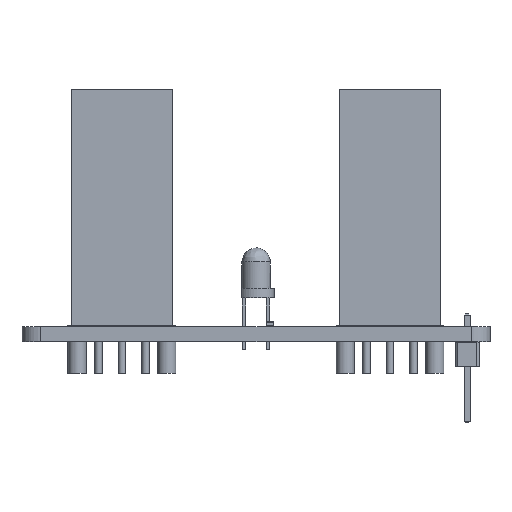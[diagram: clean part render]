
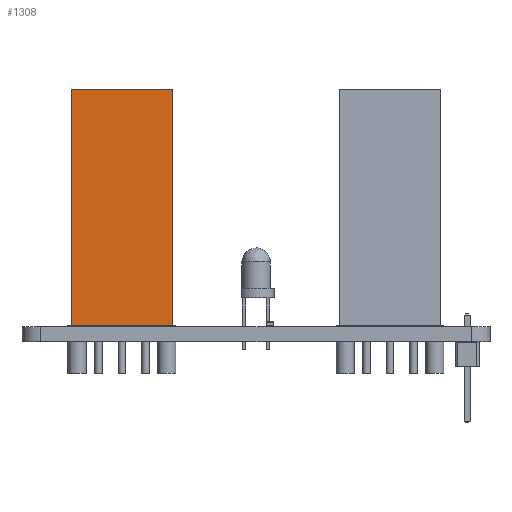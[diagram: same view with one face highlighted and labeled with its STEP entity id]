
A CAD part, front view. The second image highlights one B-rep face of the part: STEP entity #1308.
In plain terms, the highlighted free-form (B-spline) face has degree [1, 1] with [2, 2] control points.
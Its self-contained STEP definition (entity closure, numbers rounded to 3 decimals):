
#1158 = B_SPLINE_SURFACE_WITH_KNOTS('',1,1,(
    (#1159,#1160)
    ,(#1161,#1162
    )),.UNSPECIFIED.,.F.,.F.,.F.,(2,2),(2,2),(0.,11.35),(-25.,0.),
  .PIECEWISE_BEZIER_KNOTS.);
#1159 = CARTESIAN_POINT('',(-5.35,-4.525,25.1));
#1160 = CARTESIAN_POINT('',(-5.35,-4.525,0.1));
#1161 = CARTESIAN_POINT('',(-5.35,6.825,25.1));
#1162 = CARTESIAN_POINT('',(-5.35,6.825,0.1));
#1183 = B_SPLINE_SURFACE_WITH_KNOTS('',1,1,(
    (#1184,#1185)
    ,(#1186,#1187
  )),.UNSPECIFIED.,.F.,.F.,.F.,(2,2),(2,2),(-5.675,5.675),(-5.35,5.35),
  .PIECEWISE_BEZIER_KNOTS.);
#1184 = CARTESIAN_POINT('',(5.35,6.825,25.1));
#1185 = CARTESIAN_POINT('',(-5.35,6.825,25.1));
#1186 = CARTESIAN_POINT('',(5.35,-4.525,25.1));
#1187 = CARTESIAN_POINT('',(-5.35,-4.525,25.1));
#1208 = B_SPLINE_SURFACE_WITH_KNOTS('',1,1,(
    (#1209,#1210)
    ,(#1211,#1212
    )),.UNSPECIFIED.,.F.,.F.,.F.,(2,2),(2,2),(0.,11.35),(-25.,0.),
  .PIECEWISE_BEZIER_KNOTS.);
#1209 = CARTESIAN_POINT('',(5.35,6.825,25.1));
#1210 = CARTESIAN_POINT('',(5.35,6.825,0.1));
#1211 = CARTESIAN_POINT('',(5.35,-4.525,25.1));
#1212 = CARTESIAN_POINT('',(5.35,-4.525,0.1));
#1231 = B_SPLINE_SURFACE_WITH_KNOTS('',1,1,(
    (#1232,#1233)
    ,(#1234,#1235
  )),.UNSPECIFIED.,.F.,.F.,.F.,(2,2),(2,2),(-5.675,5.675),(-5.35,5.35),
  .PIECEWISE_BEZIER_KNOTS.);
#1232 = CARTESIAN_POINT('',(5.35,6.825,0.1));
#1233 = CARTESIAN_POINT('',(-5.35,6.825,0.1));
#1234 = CARTESIAN_POINT('',(5.35,-4.525,0.1));
#1235 = CARTESIAN_POINT('',(-5.35,-4.525,0.1));
#1247 = VERTEX_POINT('',#1248);
#1248 = CARTESIAN_POINT('',(5.35,-4.525,25.1));
#1266 = EDGE_CURVE('',#1267,#1247,#1269,.T.);
#1267 = VERTEX_POINT('',#1268);
#1268 = CARTESIAN_POINT('',(5.35,-4.525,0.1));
#1269 = SURFACE_CURVE('',#1270,(#1273,#1279),.PCURVE_S1.);
#1270 = B_SPLINE_CURVE_WITH_KNOTS('',1,(#1271,#1272),.UNSPECIFIED.,.F.,
  .F.,(2,2),(0.,25.),.PIECEWISE_BEZIER_KNOTS.);
#1271 = CARTESIAN_POINT('',(5.35,-4.525,0.1));
#1272 = CARTESIAN_POINT('',(5.35,-4.525,25.1));
#1273 = PCURVE('',#1208,#1274);
#1274 = DEFINITIONAL_REPRESENTATION('',(#1275),#1278);
#1275 = B_SPLINE_CURVE_WITH_KNOTS('',1,(#1276,#1277),.UNSPECIFIED.,.F.,
  .F.,(2,2),(0.,25.),.PIECEWISE_BEZIER_KNOTS.);
#1276 = CARTESIAN_POINT('',(11.35,0.));
#1277 = CARTESIAN_POINT('',(11.35,-25.));
#1278 = ( GEOMETRIC_REPRESENTATION_CONTEXT(2) 
PARAMETRIC_REPRESENTATION_CONTEXT() REPRESENTATION_CONTEXT('2D SPACE',''
  ) );
#1279 = PCURVE('',#1280,#1285);
#1280 = B_SPLINE_SURFACE_WITH_KNOTS('',1,1,(
    (#1281,#1282)
    ,(#1283,#1284
    )),.UNSPECIFIED.,.F.,.F.,.F.,(2,2),(2,2),(0.,10.7),(-25.,0.),
  .PIECEWISE_BEZIER_KNOTS.);
#1281 = CARTESIAN_POINT('',(5.35,-4.525,25.1));
#1282 = CARTESIAN_POINT('',(5.35,-4.525,0.1));
#1283 = CARTESIAN_POINT('',(-5.35,-4.525,25.1));
#1284 = CARTESIAN_POINT('',(-5.35,-4.525,0.1));
#1285 = DEFINITIONAL_REPRESENTATION('',(#1286),#1289);
#1286 = B_SPLINE_CURVE_WITH_KNOTS('',1,(#1287,#1288),.UNSPECIFIED.,.F.,
  .F.,(2,2),(0.,25.),.PIECEWISE_BEZIER_KNOTS.);
#1287 = CARTESIAN_POINT('',(0.,0.));
#1288 = CARTESIAN_POINT('',(0.,-25.));
#1289 = ( GEOMETRIC_REPRESENTATION_CONTEXT(2) 
PARAMETRIC_REPRESENTATION_CONTEXT() REPRESENTATION_CONTEXT('2D SPACE',''
  ) );
#1308 = ADVANCED_FACE('',(#1309),#1280,.T.);
#1309 = FACE_BOUND('',#1310,.T.);
#1310 = EDGE_LOOP('',(#1311,#1312,#1332,#1352));
#1311 = ORIENTED_EDGE('',*,*,#1266,.T.);
#1312 = ORIENTED_EDGE('',*,*,#1313,.T.);
#1313 = EDGE_CURVE('',#1247,#1314,#1316,.T.);
#1314 = VERTEX_POINT('',#1315);
#1315 = CARTESIAN_POINT('',(-5.35,-4.525,25.1));
#1316 = SURFACE_CURVE('',#1317,(#1320,#1326),.PCURVE_S1.);
#1317 = B_SPLINE_CURVE_WITH_KNOTS('',1,(#1318,#1319),.UNSPECIFIED.,.F.,
  .F.,(2,2),(0.,10.7),.PIECEWISE_BEZIER_KNOTS.);
#1318 = CARTESIAN_POINT('',(5.35,-4.525,25.1));
#1319 = CARTESIAN_POINT('',(-5.35,-4.525,25.1));
#1320 = PCURVE('',#1280,#1321);
#1321 = DEFINITIONAL_REPRESENTATION('',(#1322),#1325);
#1322 = B_SPLINE_CURVE_WITH_KNOTS('',1,(#1323,#1324),.UNSPECIFIED.,.F.,
  .F.,(2,2),(0.,10.7),.PIECEWISE_BEZIER_KNOTS.);
#1323 = CARTESIAN_POINT('',(0.,-25.));
#1324 = CARTESIAN_POINT('',(10.7,-25.));
#1325 = ( GEOMETRIC_REPRESENTATION_CONTEXT(2) 
PARAMETRIC_REPRESENTATION_CONTEXT() REPRESENTATION_CONTEXT('2D SPACE',''
  ) );
#1326 = PCURVE('',#1183,#1327);
#1327 = DEFINITIONAL_REPRESENTATION('',(#1328),#1331);
#1328 = B_SPLINE_CURVE_WITH_KNOTS('',1,(#1329,#1330),.UNSPECIFIED.,.F.,
  .F.,(2,2),(0.,10.7),.PIECEWISE_BEZIER_KNOTS.);
#1329 = CARTESIAN_POINT('',(5.675,-5.35));
#1330 = CARTESIAN_POINT('',(5.675,5.35));
#1331 = ( GEOMETRIC_REPRESENTATION_CONTEXT(2) 
PARAMETRIC_REPRESENTATION_CONTEXT() REPRESENTATION_CONTEXT('2D SPACE',''
  ) );
#1332 = ORIENTED_EDGE('',*,*,#1333,.F.);
#1333 = EDGE_CURVE('',#1334,#1314,#1336,.T.);
#1334 = VERTEX_POINT('',#1335);
#1335 = CARTESIAN_POINT('',(-5.35,-4.525,0.1));
#1336 = SURFACE_CURVE('',#1337,(#1340,#1346),.PCURVE_S1.);
#1337 = B_SPLINE_CURVE_WITH_KNOTS('',1,(#1338,#1339),.UNSPECIFIED.,.F.,
  .F.,(2,2),(0.,25.),.PIECEWISE_BEZIER_KNOTS.);
#1338 = CARTESIAN_POINT('',(-5.35,-4.525,0.1));
#1339 = CARTESIAN_POINT('',(-5.35,-4.525,25.1));
#1340 = PCURVE('',#1280,#1341);
#1341 = DEFINITIONAL_REPRESENTATION('',(#1342),#1345);
#1342 = B_SPLINE_CURVE_WITH_KNOTS('',1,(#1343,#1344),.UNSPECIFIED.,.F.,
  .F.,(2,2),(0.,25.),.PIECEWISE_BEZIER_KNOTS.);
#1343 = CARTESIAN_POINT('',(10.7,0.));
#1344 = CARTESIAN_POINT('',(10.7,-25.));
#1345 = ( GEOMETRIC_REPRESENTATION_CONTEXT(2) 
PARAMETRIC_REPRESENTATION_CONTEXT() REPRESENTATION_CONTEXT('2D SPACE',''
  ) );
#1346 = PCURVE('',#1158,#1347);
#1347 = DEFINITIONAL_REPRESENTATION('',(#1348),#1351);
#1348 = B_SPLINE_CURVE_WITH_KNOTS('',1,(#1349,#1350),.UNSPECIFIED.,.F.,
  .F.,(2,2),(0.,25.),.PIECEWISE_BEZIER_KNOTS.);
#1349 = CARTESIAN_POINT('',(0.,0.));
#1350 = CARTESIAN_POINT('',(0.,-25.));
#1351 = ( GEOMETRIC_REPRESENTATION_CONTEXT(2) 
PARAMETRIC_REPRESENTATION_CONTEXT() REPRESENTATION_CONTEXT('2D SPACE',''
  ) );
#1352 = ORIENTED_EDGE('',*,*,#1353,.F.);
#1353 = EDGE_CURVE('',#1267,#1334,#1354,.T.);
#1354 = SURFACE_CURVE('',#1355,(#1358,#1364),.PCURVE_S1.);
#1355 = B_SPLINE_CURVE_WITH_KNOTS('',1,(#1356,#1357),.UNSPECIFIED.,.F.,
  .F.,(2,2),(0.,10.7),.PIECEWISE_BEZIER_KNOTS.);
#1356 = CARTESIAN_POINT('',(5.35,-4.525,0.1));
#1357 = CARTESIAN_POINT('',(-5.35,-4.525,0.1));
#1358 = PCURVE('',#1280,#1359);
#1359 = DEFINITIONAL_REPRESENTATION('',(#1360),#1363);
#1360 = B_SPLINE_CURVE_WITH_KNOTS('',1,(#1361,#1362),.UNSPECIFIED.,.F.,
  .F.,(2,2),(0.,10.7),.PIECEWISE_BEZIER_KNOTS.);
#1361 = CARTESIAN_POINT('',(0.,0.));
#1362 = CARTESIAN_POINT('',(10.7,0.));
#1363 = ( GEOMETRIC_REPRESENTATION_CONTEXT(2) 
PARAMETRIC_REPRESENTATION_CONTEXT() REPRESENTATION_CONTEXT('2D SPACE',''
  ) );
#1364 = PCURVE('',#1231,#1365);
#1365 = DEFINITIONAL_REPRESENTATION('',(#1366),#1369);
#1366 = B_SPLINE_CURVE_WITH_KNOTS('',1,(#1367,#1368),.UNSPECIFIED.,.F.,
  .F.,(2,2),(0.,10.7),.PIECEWISE_BEZIER_KNOTS.);
#1367 = CARTESIAN_POINT('',(5.675,-5.35));
#1368 = CARTESIAN_POINT('',(5.675,5.35));
#1369 = ( GEOMETRIC_REPRESENTATION_CONTEXT(2) 
PARAMETRIC_REPRESENTATION_CONTEXT() REPRESENTATION_CONTEXT('2D SPACE',''
  ) );
